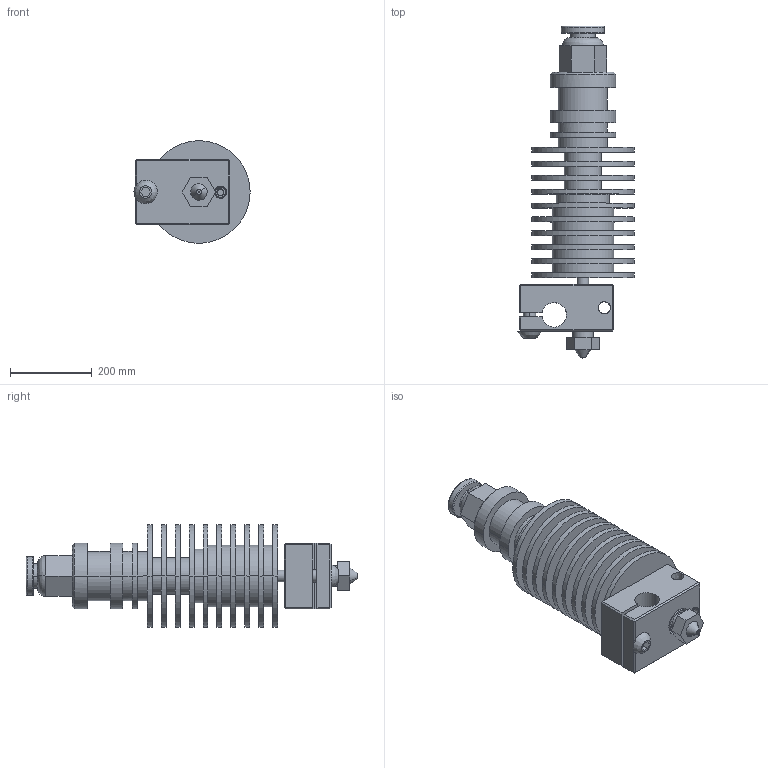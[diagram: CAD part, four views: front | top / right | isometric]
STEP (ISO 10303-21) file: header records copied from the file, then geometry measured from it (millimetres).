
FILE_DESCRIPTION ((), '1');
FILE_NAME ('E3D_v5_Hotend_Assembly.stp', '2019-04-16T23:35:15', ('Unknown'), ('Unknown'), 'HarmonyWare STEP v1.7.11', 'HarmonyWare Translators', '');
FILE_SCHEMA (('CONFIG_CONTROL_DESIGN'));
Length unit declared in the file: millimetre
Products named in the file (7): E3D_v5_Hotend_Assembly v3: E3D v5 Assembly:1: Body1; E3D_v5_Hotend_Assembly v3: E3D v5 Assembly:1: Body2; E3D_v5_Hotend_Assembly v3: E3D v5 Assembly:1: Body3; E3D_v5_Hotend_Assembly v3: E3D v5 Assembly:1: Body4; E3D_v5_Hotend_Assembly v3: E3D v5 Assembly:1: Body5; E3D_v5_Hotend_Assembly v3: E3D v5 Assembly:1: Body6; E3D_v5_Hotend_Assembly v3: E3D v5 Assembly:1: Body7
Bounding box: 283.5 x 810 x 249.62 mm (x, y, z)
Volume: 14792636.6 mm3; surface area: 1595448 mm2
Topology: 7 solids, 7 shells, 251 faces, 560 edges, 361 vertices
Faces by surface type: bspline 251
Entity records: 10787 total; most frequent: CARTESIAN_POINT 6839, ORIENTED_EDGE 1120, EDGE_CURVE 560, VERTEX_POINT 361, EDGE_LOOP 307, FACE_OUTER_BOUND 251, ADVANCED_FACE 251, B_SPLINE_CURVE_WITH_KNOTS 217
